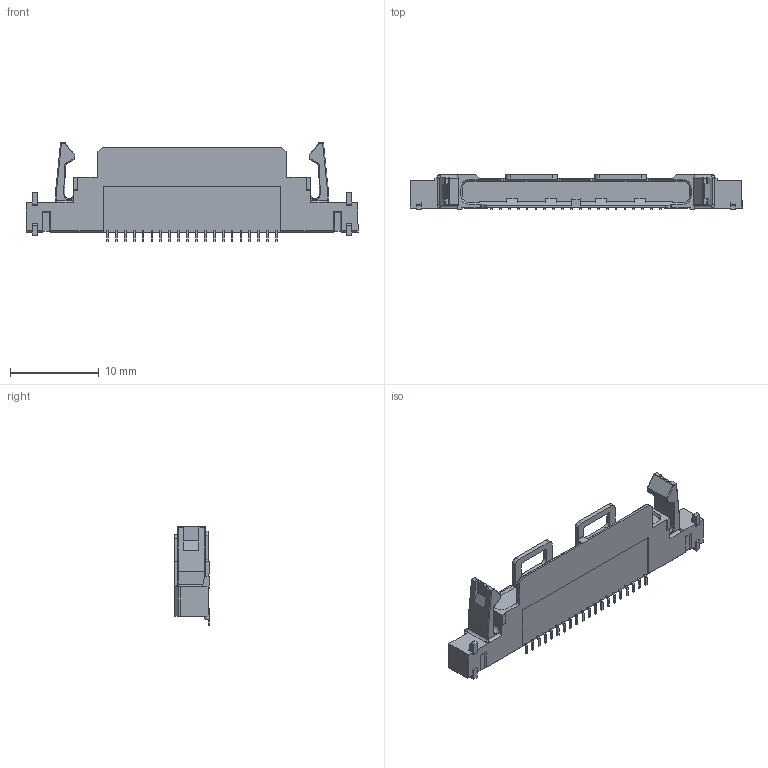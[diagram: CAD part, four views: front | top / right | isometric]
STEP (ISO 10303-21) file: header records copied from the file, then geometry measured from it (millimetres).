
FILE_DESCRIPTION (( 'STEP AP203' ), '1' );
FILE_NAME ('Customer-BB3265A35.STEP', '2020-10-21T10:59:49', ( '' ), ( '' ), 'SwSTEP 2.0', 'SolidWorks 2018', '' );
FILE_SCHEMA (( 'CONFIG_CONTROL_DESIGN' ));
Length unit declared in the file: millimetre
Products named in the file (1): Customer-BB3265A35
Bounding box: 37.34 x 3.9 x 11.08 mm (x, y, z)
Volume: 740.5 mm3; surface area: 1085 mm2
Topology: 1 solids, 1 shells, 601 faces, 1489 edges, 889 vertices
Faces by surface type: plane 420, cylinder 139, sphere 20, bspline 10, torus 8, cone 4
Entity records: 17418 total; most frequent: CARTESIAN_POINT 3234, ORIENTED_EDGE 2930, DIRECTION 2895, EDGE_CURVE 1465, VECTOR 1155, LINE 1155, VERTEX_POINT 889, AXIS2_PLACEMENT_3D 870
